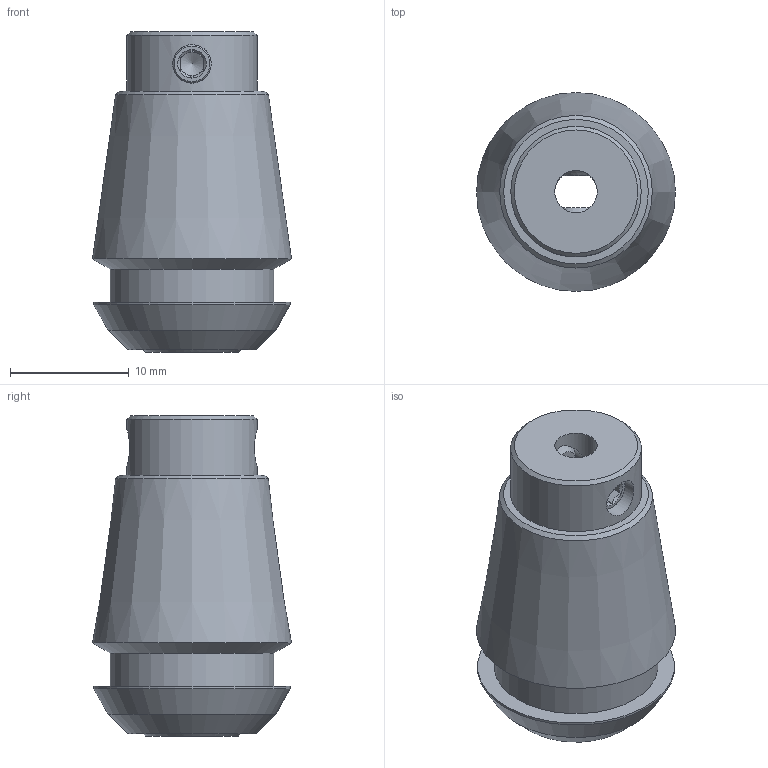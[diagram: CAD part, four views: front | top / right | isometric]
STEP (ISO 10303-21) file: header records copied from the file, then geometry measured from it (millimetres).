
FILE_DESCRIPTION(/* description */ (''),/* implementation_level */ '2;1');
FILE_NAME(/* name */ '151603581.stp',/* time_stamp */ '2022-05-19T10:52:31',/* author */ ('Ratnasingam Jekanthan'),/* organization */ ('REGO-FIX'),/* preprocessor_version */ ' Unknown',/* originating_system */ 'SIEMENS PLM Software Solid Edge ST10',/* authorization */ 'Unknown');
FILE_SCHEMA (('AUTOMOTIVE_DESIGN { 1 0 10303 214 2 1 1}'));
Length unit declared in the file: millimetre
Products named in the file (1): NOCUT
Bounding box: 16.76 x 16.76 x 27 mm (x, y, z)
Volume: 3782.2 mm3; surface area: 2309.7 mm2
Topology: 1 solids, 1 shells, 72 faces, 170 edges, 108 vertices
Faces by surface type: plane 40, cylinder 17, cone 15
Full cylindrical faces by diameter (mm): 3.242 x2, 3.58 x1, 9.1 x1, 11 x1, 13.8 x1, 16.6 x1
Entity records: 2484 total; most frequent: CARTESIAN_POINT 480, DIRECTION 300, ORIENTED_EDGE 270, EDGE_CURVE 135, AXIS2_PLACEMENT_3D 123, FACE_BOUND 106, EDGE_LOOP 104, VERTEX_POINT 97
